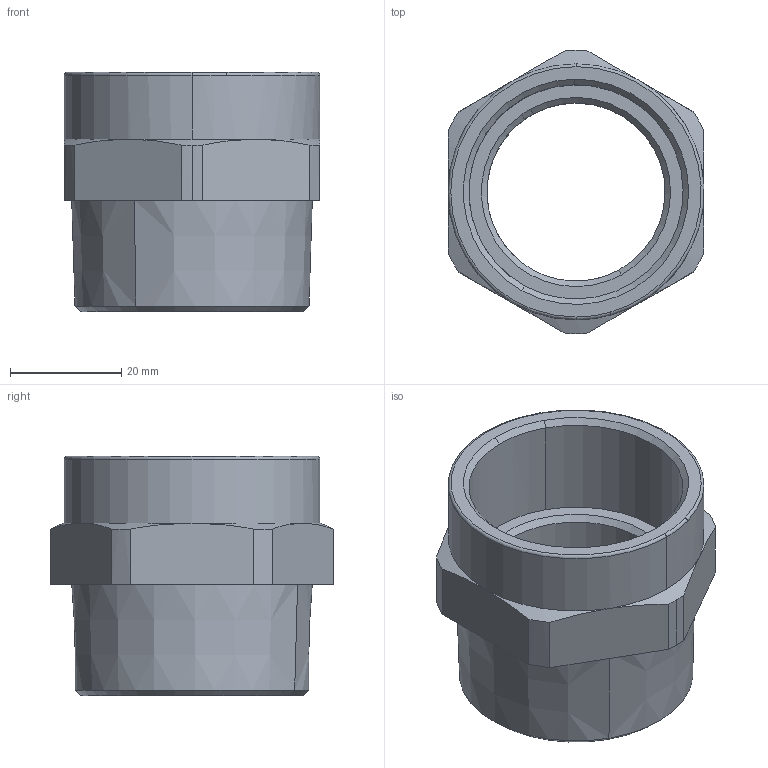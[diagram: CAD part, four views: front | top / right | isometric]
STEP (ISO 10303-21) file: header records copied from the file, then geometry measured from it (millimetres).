
FILE_DESCRIPTION(('CATIA V5 STEP Exchange','CAx-IF Rec.Pracs.--- Model Styling and Organization---1.4--- 2014-01-23'),'2;1');
FILE_NAME ('290140-1_0_1263230000_1263230000.stp','2022-12-20T02:36:59+00:00',('none'),('Weidmueller'),'CATIA Version 5-6 Release 2016 SP3 HF44','CATIA V5 STEP AP214','none');
FILE_SCHEMA(('AUTOMOTIVE_DESIGN { 1 0 10303 214 1 1 1 1 }'));
Length unit declared in the file: millimetre
Products named in the file (1): ADAPS NPT1-1/4-M40-W
Bounding box: 46 x 51 x 43 mm (x, y, z)
Volume: 26743.9 mm3; surface area: 12407.7 mm2
Topology: 1 solids, 1 shells, 49 faces, 119 edges, 74 vertices
Faces by surface type: cone 19, cylinder 14, plane 10, torus 6
Entity records: 1438 total; most frequent: CARTESIAN_POINT 369, ORIENTED_EDGE 238, DIRECTION 168, EDGE_CURVE 119, AXIS2_PLACEMENT_3D 93, VERTEX_POINT 74, CIRCLE 55, EDGE_LOOP 53
